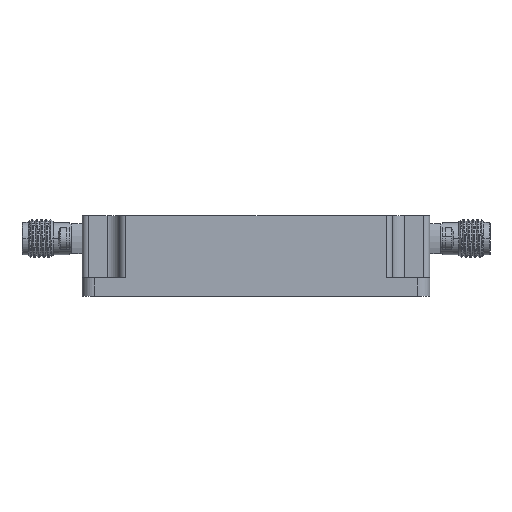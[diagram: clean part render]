
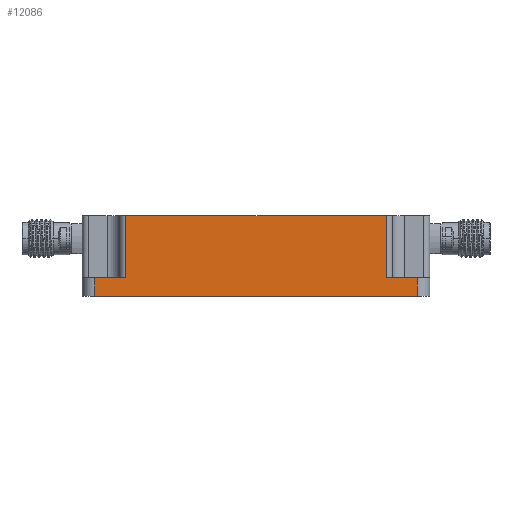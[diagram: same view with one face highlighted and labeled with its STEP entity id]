
A CAD part, front view. The second image highlights one B-rep face of the part: STEP entity #12086.
In plain terms, the highlighted planar face has unit normal (0, -1, 0).
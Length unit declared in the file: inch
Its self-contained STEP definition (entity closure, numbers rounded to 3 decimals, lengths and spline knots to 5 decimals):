
#65 = CARTESIAN_POINT ( 'NONE',  ( 1.02362, 0., -0.51181 ) ) ;
#540 = LINE ( 'NONE', #3191, #17204 ) ;
#832 = EDGE_CURVE ( 'NONE', #4544, #9703, #12001, .T. ) ;
#954 = EDGE_CURVE ( 'NONE', #1821, #9373, #540, .T. ) ;
#1024 = EDGE_CURVE ( 'NONE', #1821, #9101, #6172, .T. ) ;
#1139 = VERTEX_POINT ( 'NONE', #13037 ) ;
#1270 = LINE ( 'NONE', #2735, #12459 ) ;
#1371 = DIRECTION ( 'NONE',  ( 0., 0., 1. ) ) ;
#1431 = EDGE_CURVE ( 'NONE', #16665, #1139, #9685, .T. ) ;
#1509 = ORIENTED_EDGE ( 'NONE', *, *, #11669, .F. ) ;
#1660 = FACE_OUTER_BOUND ( 'NONE', #4844, .T. ) ;
#1702 = DIRECTION ( 'NONE',  ( 0., 0., 1. ) ) ;
#1821 = VERTEX_POINT ( 'NONE', #6758 ) ;
#2094 = DIRECTION ( 'NONE',  ( 0., 0., 1. ) ) ;
#2132 = EDGE_CURVE ( 'NONE', #9703, #1139, #5495, .T. ) ;
#2165 = DIRECTION ( 'NONE',  ( 1., 0., 0. ) ) ;
#2332 = CARTESIAN_POINT ( 'NONE',  ( -0.82677, 0., -0.3937 ) ) ;
#2735 = CARTESIAN_POINT ( 'NONE',  ( 1.02362, 0., -0.51181 ) ) ;
#2855 = ORIENTED_EDGE ( 'NONE', *, *, #2132, .F. ) ;
#2879 = DIRECTION ( 'NONE',  ( 0., 0., 1. ) ) ;
#3191 = CARTESIAN_POINT ( 'NONE',  ( -1.02362, 0., -0.51181 ) ) ;
#3315 = CARTESIAN_POINT ( 'NONE',  ( 1.02362, 0., -0.3937 ) ) ;
#4544 = VERTEX_POINT ( 'NONE', #2332 ) ;
#4844 = EDGE_LOOP ( 'NONE', ( #1509, #11316, #2855, #15192, #14588, #12162, #16461, #13988 ) ) ;
#5045 = CARTESIAN_POINT ( 'NONE',  ( 0.82677, 0., -0.3937 ) ) ;
#5430 = CARTESIAN_POINT ( 'NONE',  ( 0.82677, 0., -0.3937 ) ) ;
#5495 = LINE ( 'NONE', #8279, #15424 ) ;
#6172 = LINE ( 'NONE', #8969, #12287 ) ;
#6538 = VECTOR ( 'NONE', #1702, 39.37008 ) ;
#6758 = CARTESIAN_POINT ( 'NONE',  ( -1.02362, 0., -0.51181 ) ) ;
#7089 = VECTOR ( 'NONE', #16312, 39.37008 ) ;
#8279 = CARTESIAN_POINT ( 'NONE',  ( -1.02362, 0., 0. ) ) ;
#8969 = CARTESIAN_POINT ( 'NONE',  ( -1.02362, 0., -0.51181 ) ) ;
#9101 = VERTEX_POINT ( 'NONE', #15319 ) ;
#9136 = CARTESIAN_POINT ( 'NONE',  ( 0., 0., -0.3937 ) ) ;
#9373 = VERTEX_POINT ( 'NONE', #65 ) ;
#9685 = LINE ( 'NONE', #5430, #11690 ) ;
#9703 = VERTEX_POINT ( 'NONE', #15976 ) ;
#10490 = VERTEX_POINT ( 'NONE', #3315 ) ;
#11064 = VECTOR ( 'NONE', #13324, 39.37008 ) ;
#11103 = DIRECTION ( 'NONE',  ( 0., 0., -1. ) ) ;
#11282 = PLANE ( 'NONE',  #16379 ) ;
#11316 = ORIENTED_EDGE ( 'NONE', *, *, #1431, .T. ) ;
#11457 = DIRECTION ( 'NONE',  ( 0., -1., 0. ) ) ;
#11669 = EDGE_CURVE ( 'NONE', #16665, #10490, #17670, .T. ) ;
#11690 = VECTOR ( 'NONE', #2879, 39.37008 ) ;
#12001 = LINE ( 'NONE', #15482, #6538 ) ;
#12086 = ADVANCED_FACE ( 'NONE', ( #1660 ), #11282, .T. ) ;
#12162 = ORIENTED_EDGE ( 'NONE', *, *, #1024, .F. ) ;
#12287 = VECTOR ( 'NONE', #2094, 39.37008 ) ;
#12459 = VECTOR ( 'NONE', #1371, 39.37008 ) ;
#13037 = CARTESIAN_POINT ( 'NONE',  ( 0.82677, 0., 0. ) ) ;
#13230 = CARTESIAN_POINT ( 'NONE',  ( 0., 0., -0.3937 ) ) ;
#13324 = DIRECTION ( 'NONE',  ( 1., 0., 0. ) ) ;
#13906 = DIRECTION ( 'NONE',  ( 1., 0., 0. ) ) ;
#13988 = ORIENTED_EDGE ( 'NONE', *, *, #16274, .T. ) ;
#14588 = ORIENTED_EDGE ( 'NONE', *, *, #14659, .F. ) ;
#14659 = EDGE_CURVE ( 'NONE', #9101, #4544, #17224, .T. ) ;
#15192 = ORIENTED_EDGE ( 'NONE', *, *, #832, .F. ) ;
#15319 = CARTESIAN_POINT ( 'NONE',  ( -1.02362, 0., -0.3937 ) ) ;
#15346 = CARTESIAN_POINT ( 'NONE',  ( -1.02362, 0., -0.51181 ) ) ;
#15424 = VECTOR ( 'NONE', #13906, 39.37008 ) ;
#15482 = CARTESIAN_POINT ( 'NONE',  ( -0.82677, 0., -0.3937 ) ) ;
#15976 = CARTESIAN_POINT ( 'NONE',  ( -0.82677, 0., 0. ) ) ;
#16274 = EDGE_CURVE ( 'NONE', #9373, #10490, #1270, .T. ) ;
#16312 = DIRECTION ( 'NONE',  ( 1., 0., 0. ) ) ;
#16379 = AXIS2_PLACEMENT_3D ( 'NONE', #15346, #11457, #11103 ) ;
#16461 = ORIENTED_EDGE ( 'NONE', *, *, #954, .T. ) ;
#16665 = VERTEX_POINT ( 'NONE', #5045 ) ;
#17204 = VECTOR ( 'NONE', #2165, 39.37008 ) ;
#17224 = LINE ( 'NONE', #9136, #11064 ) ;
#17670 = LINE ( 'NONE', #13230, #7089 ) ;
